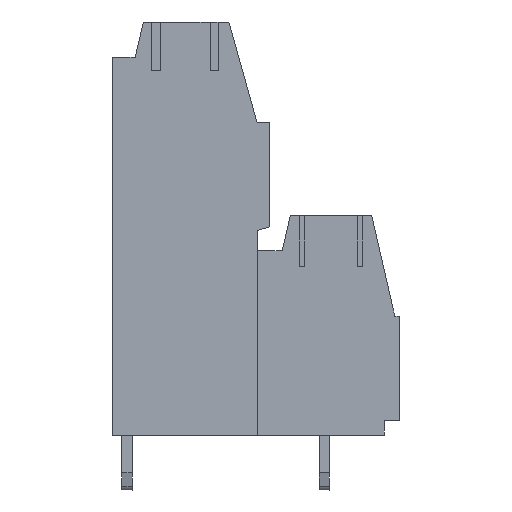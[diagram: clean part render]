
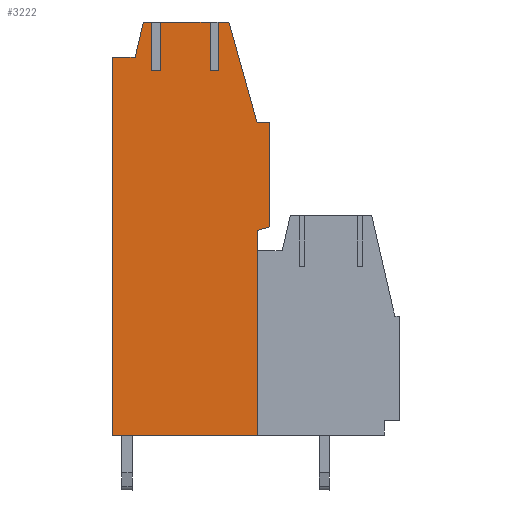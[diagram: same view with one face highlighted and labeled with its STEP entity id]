
A CAD part, left-side view. The second image highlights one B-rep face of the part: STEP entity #3222.
In plain terms, the highlighted planar face has unit normal (-1, 0, 0).
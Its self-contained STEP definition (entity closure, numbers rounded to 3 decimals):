
#3162=AXIS2_PLACEMENT_3D('Plane Axis2P3D',#3159,#3160,#3161) ;
#905=CARTESIAN_POINT('Vertex',(0.,8.3,3.2)) ;
#908=CARTESIAN_POINT('Line Origine',(0.,12.525,3.2)) ;
#912=CARTESIAN_POINT('Vertex',(0.,16.75,3.2)) ;
#1628=CARTESIAN_POINT('Line Origine',(0.,16.75,14.225)) ;
#1632=CARTESIAN_POINT('Vertex',(0.,16.75,25.25)) ;
#1752=CARTESIAN_POINT('Vertex',(0.,8.3,15.15)) ;
#1755=CARTESIAN_POINT('Line Origine',(0.,8.3,9.175)) ;
#1916=CARTESIAN_POINT('Vertex',(0.,14.95,27.3)) ;
#1919=CARTESIAN_POINT('Line Origine',(0.,14.7,27.3)) ;
#1923=CARTESIAN_POINT('Vertex',(0.,14.45,27.3)) ;
#1972=CARTESIAN_POINT('Vertex',(0.,13.95,27.3)) ;
#1975=CARTESIAN_POINT('Line Origine',(0.,12.5,27.3)) ;
#1979=CARTESIAN_POINT('Vertex',(0.,11.05,27.3)) ;
#2028=CARTESIAN_POINT('Vertex',(0.,10.55,27.3)) ;
#2031=CARTESIAN_POINT('Line Origine',(0.,10.25,27.3)) ;
#2035=CARTESIAN_POINT('Vertex',(0.,9.95,27.3)) ;
#2293=CARTESIAN_POINT('Line Origine',(0.,9.131,24.375)) ;
#2297=CARTESIAN_POINT('Vertex',(0.,8.311,21.45)) ;
#2317=CARTESIAN_POINT('Line Origine',(0.,7.956,21.45)) ;
#2321=CARTESIAN_POINT('Vertex',(0.,7.6,21.45)) ;
#2341=CARTESIAN_POINT('Line Origine',(0.,7.6,18.4)) ;
#2345=CARTESIAN_POINT('Vertex',(0.,7.6,15.35)) ;
#2603=CARTESIAN_POINT('Line Origine',(0.,7.95,15.25)) ;
#2620=CARTESIAN_POINT('Line Origine',(0.,16.088,25.25)) ;
#2624=CARTESIAN_POINT('Vertex',(0.,15.425,25.25)) ;
#2644=CARTESIAN_POINT('Line Origine',(0.,15.188,26.275)) ;
#3159=CARTESIAN_POINT('Axis2P3D Location',(0.,7.6,0.)) ;
#3164=CARTESIAN_POINT('Line Origine',(0.,13.95,25.875)) ;
#3168=CARTESIAN_POINT('Vertex',(0.,13.95,24.45)) ;
#3171=CARTESIAN_POINT('Line Origine',(0.,14.2,24.45)) ;
#3175=CARTESIAN_POINT('Vertex',(0.,14.45,24.45)) ;
#3178=CARTESIAN_POINT('Line Origine',(0.,14.45,25.875)) ;
#3183=CARTESIAN_POINT('Line Origine',(0.,10.55,25.875)) ;
#3187=CARTESIAN_POINT('Vertex',(0.,10.55,24.45)) ;
#3190=CARTESIAN_POINT('Line Origine',(0.,10.8,24.45)) ;
#3194=CARTESIAN_POINT('Vertex',(0.,11.05,24.45)) ;
#3197=CARTESIAN_POINT('Line Origine',(0.,11.05,25.875)) ;
#909=DIRECTION('Vector Direction',(0.,1.,0.)) ;
#1629=DIRECTION('Vector Direction',(0.,0.,1.)) ;
#1756=DIRECTION('Vector Direction',(0.,0.,-1.)) ;
#1920=DIRECTION('Vector Direction',(0.,-1.,0.)) ;
#1976=DIRECTION('Vector Direction',(0.,-1.,0.)) ;
#2032=DIRECTION('Vector Direction',(0.,-1.,0.)) ;
#2294=DIRECTION('Vector Direction',(0.,-0.27,-0.963)) ;
#2318=DIRECTION('Vector Direction',(0.,-1.,0.)) ;
#2342=DIRECTION('Vector Direction',(0.,0.,-1.)) ;
#2604=DIRECTION('Vector Direction',(0.,0.962,-0.275)) ;
#2621=DIRECTION('Vector Direction',(0.,-1.,0.)) ;
#2645=DIRECTION('Vector Direction',(0.,-0.226,0.974)) ;
#3160=DIRECTION('Axis2P3D Direction',(-1.,0.,0.)) ;
#3161=DIRECTION('Axis2P3D XDirection',(0.,0.,1.)) ;
#3165=DIRECTION('Vector Direction',(0.,0.,1.)) ;
#3172=DIRECTION('Vector Direction',(0.,-1.,0.)) ;
#3179=DIRECTION('Vector Direction',(0.,0.,1.)) ;
#3184=DIRECTION('Vector Direction',(0.,0.,1.)) ;
#3191=DIRECTION('Vector Direction',(0.,-1.,0.)) ;
#3198=DIRECTION('Vector Direction',(0.,0.,1.)) ;
#910=VECTOR('Line Direction',#909,1.) ;
#1630=VECTOR('Line Direction',#1629,1.) ;
#1757=VECTOR('Line Direction',#1756,1.) ;
#1921=VECTOR('Line Direction',#1920,1.) ;
#1977=VECTOR('Line Direction',#1976,1.) ;
#2033=VECTOR('Line Direction',#2032,1.) ;
#2295=VECTOR('Line Direction',#2294,1.) ;
#2319=VECTOR('Line Direction',#2318,1.) ;
#2343=VECTOR('Line Direction',#2342,1.) ;
#2605=VECTOR('Line Direction',#2604,1.) ;
#2622=VECTOR('Line Direction',#2621,1.) ;
#2646=VECTOR('Line Direction',#2645,1.) ;
#3166=VECTOR('Line Direction',#3165,1.) ;
#3173=VECTOR('Line Direction',#3172,1.) ;
#3180=VECTOR('Line Direction',#3179,1.) ;
#3185=VECTOR('Line Direction',#3184,1.) ;
#3192=VECTOR('Line Direction',#3191,1.) ;
#3199=VECTOR('Line Direction',#3198,1.) ;
#3203=ORIENTED_EDGE('',*,*,#1981,.T.) ;
#3204=ORIENTED_EDGE('',*,*,#3170,.F.) ;
#3205=ORIENTED_EDGE('',*,*,#3177,.F.) ;
#3206=ORIENTED_EDGE('',*,*,#3182,.T.) ;
#3207=ORIENTED_EDGE('',*,*,#1925,.T.) ;
#3208=ORIENTED_EDGE('',*,*,#2648,.T.) ;
#3209=ORIENTED_EDGE('',*,*,#2626,.T.) ;
#3210=ORIENTED_EDGE('',*,*,#1634,.T.) ;
#3211=ORIENTED_EDGE('',*,*,#914,.T.) ;
#3212=ORIENTED_EDGE('',*,*,#1759,.T.) ;
#3213=ORIENTED_EDGE('',*,*,#2607,.T.) ;
#3214=ORIENTED_EDGE('',*,*,#2347,.T.) ;
#3215=ORIENTED_EDGE('',*,*,#2323,.T.) ;
#3216=ORIENTED_EDGE('',*,*,#2299,.T.) ;
#3217=ORIENTED_EDGE('',*,*,#2037,.T.) ;
#3218=ORIENTED_EDGE('',*,*,#3189,.F.) ;
#3219=ORIENTED_EDGE('',*,*,#3196,.F.) ;
#3220=ORIENTED_EDGE('',*,*,#3201,.T.) ;
#3222=ADVANCED_FACE('Hauptk\X2\00F6\X0\rper',(#3221),#3163,.T.) ;
#914=EDGE_CURVE('',#913,#906,#911,.F.) ;
#1634=EDGE_CURVE('',#1633,#913,#1631,.F.) ;
#1759=EDGE_CURVE('',#906,#1753,#1758,.F.) ;
#1925=EDGE_CURVE('',#1924,#1917,#1922,.F.) ;
#1981=EDGE_CURVE('',#1980,#1973,#1978,.F.) ;
#2037=EDGE_CURVE('',#2036,#2029,#2034,.F.) ;
#2299=EDGE_CURVE('',#2298,#2036,#2296,.F.) ;
#2323=EDGE_CURVE('',#2322,#2298,#2320,.F.) ;
#2347=EDGE_CURVE('',#2346,#2322,#2344,.F.) ;
#2607=EDGE_CURVE('',#1753,#2346,#2606,.F.) ;
#2626=EDGE_CURVE('',#2625,#1633,#2623,.F.) ;
#2648=EDGE_CURVE('',#1917,#2625,#2647,.F.) ;
#3170=EDGE_CURVE('',#3169,#1973,#3167,.T.) ;
#3177=EDGE_CURVE('',#3176,#3169,#3174,.T.) ;
#3182=EDGE_CURVE('',#3176,#1924,#3181,.T.) ;
#3189=EDGE_CURVE('',#3188,#2029,#3186,.T.) ;
#3196=EDGE_CURVE('',#3195,#3188,#3193,.T.) ;
#3201=EDGE_CURVE('',#3195,#1980,#3200,.T.) ;
#3202=EDGE_LOOP('',(#3203,#3204,#3205,#3206,#3207,#3208,#3209,#3210,#3211,#3212,#3213,#3214,#3215,#3216,#3217,#3218,#3219,#3220)) ;
#3221=FACE_OUTER_BOUND('',#3202,.T.) ;
#911=LINE('Line',#908,#910) ;
#1631=LINE('Line',#1628,#1630) ;
#1758=LINE('Line',#1755,#1757) ;
#1922=LINE('Line',#1919,#1921) ;
#1978=LINE('Line',#1975,#1977) ;
#2034=LINE('Line',#2031,#2033) ;
#2296=LINE('Line',#2293,#2295) ;
#2320=LINE('Line',#2317,#2319) ;
#2344=LINE('Line',#2341,#2343) ;
#2606=LINE('Line',#2603,#2605) ;
#2623=LINE('Line',#2620,#2622) ;
#2647=LINE('Line',#2644,#2646) ;
#3167=LINE('Line',#3164,#3166) ;
#3174=LINE('Line',#3171,#3173) ;
#3181=LINE('Line',#3178,#3180) ;
#3186=LINE('Line',#3183,#3185) ;
#3193=LINE('Line',#3190,#3192) ;
#3200=LINE('Line',#3197,#3199) ;
#3163=PLANE('',#3162) ;
#906=VERTEX_POINT('',#905) ;
#913=VERTEX_POINT('',#912) ;
#1633=VERTEX_POINT('',#1632) ;
#1753=VERTEX_POINT('',#1752) ;
#1917=VERTEX_POINT('',#1916) ;
#1924=VERTEX_POINT('',#1923) ;
#1973=VERTEX_POINT('',#1972) ;
#1980=VERTEX_POINT('',#1979) ;
#2029=VERTEX_POINT('',#2028) ;
#2036=VERTEX_POINT('',#2035) ;
#2298=VERTEX_POINT('',#2297) ;
#2322=VERTEX_POINT('',#2321) ;
#2346=VERTEX_POINT('',#2345) ;
#2625=VERTEX_POINT('',#2624) ;
#3169=VERTEX_POINT('',#3168) ;
#3176=VERTEX_POINT('',#3175) ;
#3188=VERTEX_POINT('',#3187) ;
#3195=VERTEX_POINT('',#3194) ;
